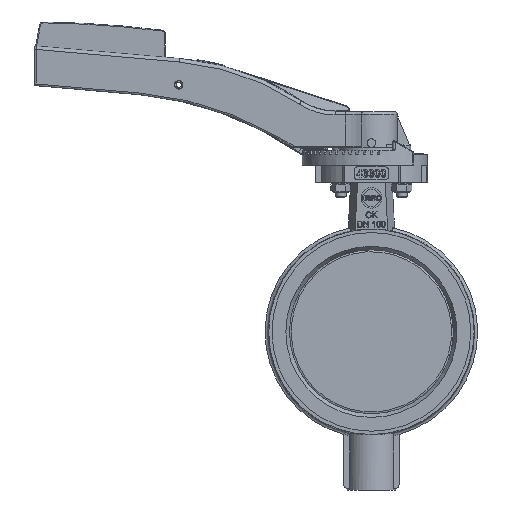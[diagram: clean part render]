
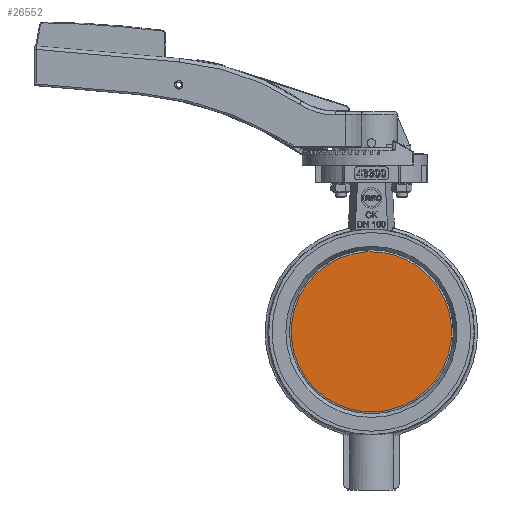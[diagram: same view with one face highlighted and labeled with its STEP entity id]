
A CAD part, front view. The second image highlights one B-rep face of the part: STEP entity #26552.
In plain terms, the highlighted planar face has unit normal (0, -1, 0).
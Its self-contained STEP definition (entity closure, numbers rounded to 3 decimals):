
#26504=CARTESIAN_POINT('',(27.291,-1.5,37.526));
#26505=VERTEX_POINT('',#26504);
#26506=CARTESIAN_POINT('',(0.,-1.5,0.));
#26507=DIRECTION('',(0.,1.0,0.));
#26508=DIRECTION('',(-0.588,0.,-0.809));
#26509=AXIS2_PLACEMENT_3D('',#26506,#26507,#26508);
#26510=CIRCLE('',#26509,46.4);
#26511=EDGE_CURVE('',#26505,#26505,#26510,.T.);
#26544=CARTESIAN_POINT('',(0.,-1.5,0.));
#26545=DIRECTION('',(0.0,-1.0,0.0));
#26546=DIRECTION('',(-0.588,0.0,-0.809));
#26547=AXIS2_PLACEMENT_3D('',#26544,#26545,#26546);
#26548=PLANE('',#26547);
#26549=ORIENTED_EDGE('',*,*,#26511,.F.);
#26550=EDGE_LOOP('',(#26549));
#26551=FACE_OUTER_BOUND('',#26550,.T.);
#26552=ADVANCED_FACE('',(#26551),#26548,.T.);
